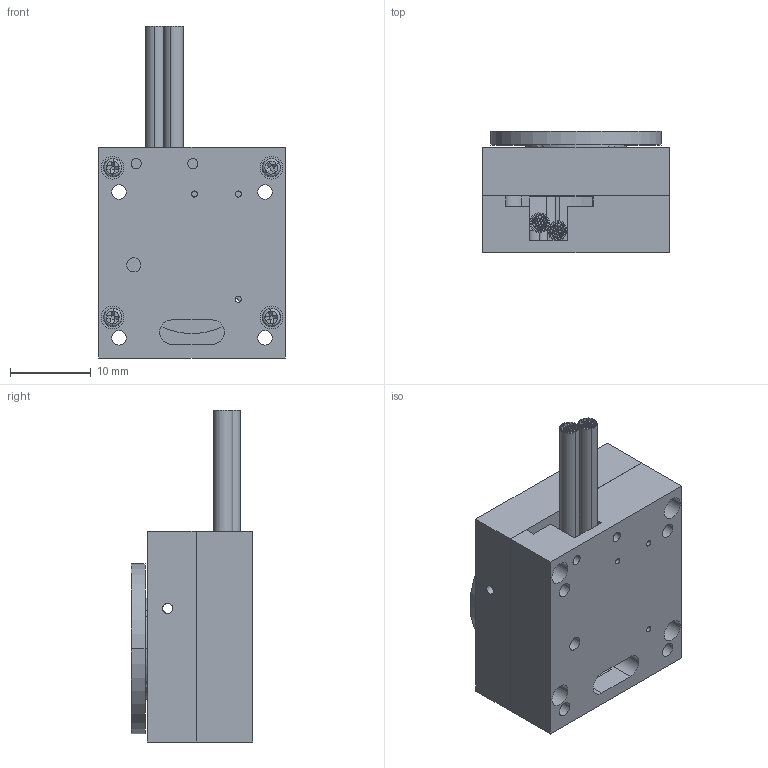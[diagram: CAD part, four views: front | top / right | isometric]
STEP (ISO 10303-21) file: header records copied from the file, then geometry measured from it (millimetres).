
FILE_DESCRIPTION (( 'STEP AP214' ), '1' );
FILE_NAME ('PR-20-1150X.STEP', '2024-01-16T21:56:12', ( '' ), ( '' ), 'SwSTEP 2.0', 'SolidWorks 2023', '' );
FILE_SCHEMA (( 'AUTOMOTIVE_DESIGN' ));
Length unit declared in the file: millimetre
Products named in the file (7): 431741 Carriage, PR-20_internal thread; TFC-421 Silver Braided Cable_L5; PR-20-1150X; SCREW, MS-PPH, M-JCIS_M1.6 x 0.35 x 6mm; 431740 Absolute Encoder Base, PR-20_rev A compatible; Rotor Assembly, PR-20_DEMO; 431739 Bearing Housing, PR-20_2 piece
Assembly tree (10 placements, depth 3):
  PR-20-1150X
    431739 Bearing Housing, PR-20_2 piece
    SCREW, MS-PPH, M-JCIS_M1.6 x 0.35 x 6mm  x4
    Rotor Assembly, PR-20_DEMO
      431741 Carriage, PR-20_internal thread
    431740 Absolute Encoder Base, PR-20_rev A compatible
    TFC-421 Silver Braided Cable_L5  x2
Bounding box: 23 x 15 x 41 mm (x, y, z)
Volume: 2968.3 mm3; surface area: 7599.8 mm2
Topology: 34 solids, 36 shells, 451 faces, 1072 edges, 700 vertices
Faces by surface type: plane 199, cylinder 162, bspline 48, torus 24, cone 18
Entity records: 31772 total; most frequent: CARTESIAN_POINT 24352, DIRECTION 1543, ORIENTED_EDGE 1428, EDGE_CURVE 716, AXIS2_PLACEMENT_3D 613, VERTEX_POINT 474, EDGE_LOOP 366, CIRCLE 333
